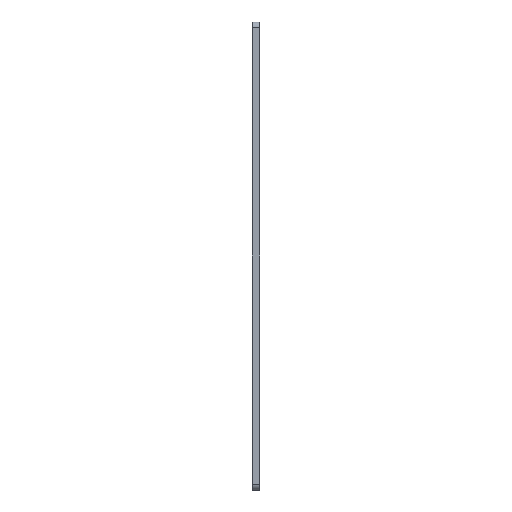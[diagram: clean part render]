
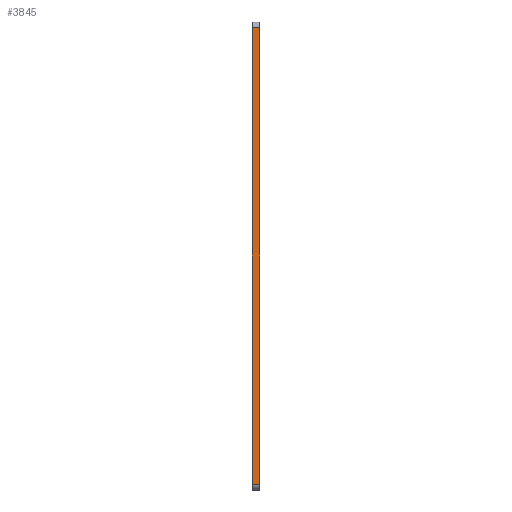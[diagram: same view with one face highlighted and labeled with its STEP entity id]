
A CAD part, left-side view. The second image highlights one B-rep face of the part: STEP entity #3845.
In plain terms, the highlighted planar face has unit normal (-1, 0, 0).
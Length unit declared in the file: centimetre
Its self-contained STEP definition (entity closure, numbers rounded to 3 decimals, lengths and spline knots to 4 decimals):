
#741=FACE_OUTER_BOUND('',#1021,.T.);
#1021=EDGE_LOOP('',(#3268,#3269,#3270,#3271));
#1378=LINE('',#6484,#1650);
#1391=LINE('',#6523,#1663);
#1392=LINE('',#6525,#1664);
#1393=LINE('',#6526,#1665);
#1650=VECTOR('',#5399,1.);
#1663=VECTOR('',#5438,1.);
#1664=VECTOR('',#5441,1.);
#1665=VECTOR('',#5442,1.);
#2019=VERTEX_POINT('',#6481);
#2020=VERTEX_POINT('',#6483);
#2032=VERTEX_POINT('',#6519);
#2033=VERTEX_POINT('',#6521);
#2515=EDGE_CURVE('',#2019,#2020,#1378,.T.);
#2535=EDGE_CURVE('',#2032,#2033,#1391,.T.);
#2536=EDGE_CURVE('',#2019,#2032,#1392,.T.);
#2537=EDGE_CURVE('',#2020,#2033,#1393,.T.);
#3268=ORIENTED_EDGE('',*,*,#2536,.T.);
#3269=ORIENTED_EDGE('',*,*,#2535,.T.);
#3270=ORIENTED_EDGE('',*,*,#2537,.F.);
#3271=ORIENTED_EDGE('',*,*,#2515,.F.);
#3636=PLANE('',#4288);
#3845=ADVANCED_FACE('',(#741),#3636,.T.);
#4288=AXIS2_PLACEMENT_3D('',#6524,#5439,#5440);
#5399=DIRECTION('',(0.,1.,0.));
#5438=DIRECTION('',(0.,1.,0.));
#5439=DIRECTION('center_axis',(-1.,0.,0.));
#5440=DIRECTION('ref_axis',(0.,0.,1.));
#5441=DIRECTION('',(0.,0.,1.));
#5442=DIRECTION('',(0.,0.,1.));
#6481=CARTESIAN_POINT('',(0.,0.,-41.4099));
#6483=CARTESIAN_POINT('',(0.,0.635,-41.4099));
#6484=CARTESIAN_POINT('',(0.,0.,-41.4099));
#6519=CARTESIAN_POINT('',(0.,0.,-0.5));
#6521=CARTESIAN_POINT('',(0.,0.635,-0.5));
#6523=CARTESIAN_POINT('',(0.,0.,-0.5));
#6524=CARTESIAN_POINT('Origin',(0.,0.,-41.4099));
#6525=CARTESIAN_POINT('',(0.,0.,-41.4099));
#6526=CARTESIAN_POINT('',(0.,0.635,-41.4099));
